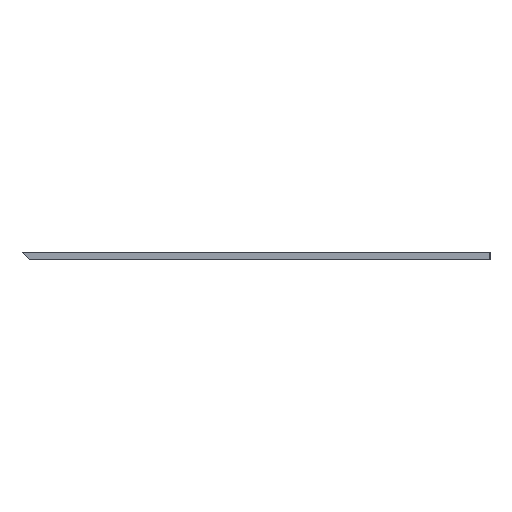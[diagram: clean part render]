
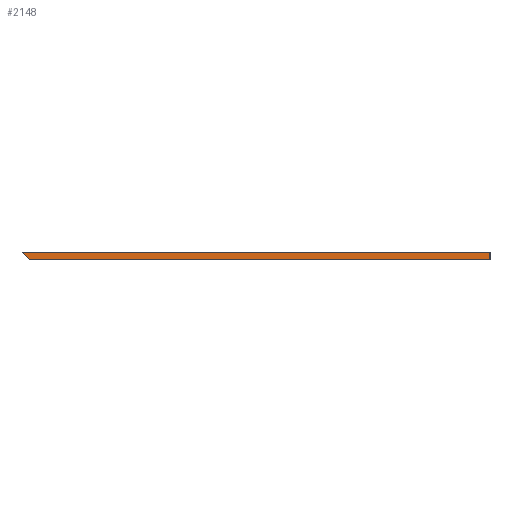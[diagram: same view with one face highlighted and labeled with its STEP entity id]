
A CAD part, left-side view. The second image highlights one B-rep face of the part: STEP entity #2148.
In plain terms, the highlighted planar face has unit normal (-1, 0, 0).
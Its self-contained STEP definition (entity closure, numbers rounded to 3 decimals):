
#245 = DIRECTION ( 'NONE',  ( 0., 0., -1. ) ) ;
#253 = VECTOR ( 'NONE', #1982, 1000. ) ;
#308 = LINE ( 'NONE', #3502, #2914 ) ;
#341 = EDGE_CURVE ( 'NONE', #3122, #5014, #1655, .T. ) ;
#439 = LINE ( 'NONE', #773, #1521 ) ;
#560 = CARTESIAN_POINT ( 'NONE',  ( -79.743, -36.801, -0.4 ) ) ;
#658 = EDGE_CURVE ( 'NONE', #2103, #3122, #439, .T. ) ;
#773 = CARTESIAN_POINT ( 'NONE',  ( -79.743, -36.801, 0.8 ) ) ;
#905 = DIRECTION ( 'NONE',  ( 0., -1., 0. ) ) ;
#1053 = FACE_OUTER_BOUND ( 'NONE', #3216, .T. ) ;
#1100 = CARTESIAN_POINT ( 'NONE',  ( -79.743, 36.001, 0.8 ) ) ;
#1458 = CARTESIAN_POINT ( 'NONE',  ( -79.743, -36.801, 0.8 ) ) ;
#1513 = ORIENTED_EDGE ( 'NONE', *, *, #2592, .T. ) ;
#1521 = VECTOR ( 'NONE', #2358, 1000. ) ;
#1655 = LINE ( 'NONE', #4693, #253 ) ;
#1785 = AXIS2_PLACEMENT_3D ( 'NONE', #3469, #2657, #245 ) ;
#1805 = PLANE ( 'NONE',  #1785 ) ;
#1982 = DIRECTION ( 'NONE',  ( 0., 1., 0. ) ) ;
#2103 = VERTEX_POINT ( 'NONE', #1458 ) ;
#2148 = ADVANCED_FACE ( 'NONE', ( #1053 ), #1805, .F. ) ;
#2358 = DIRECTION ( 'NONE',  ( 0., 0., -1. ) ) ;
#2392 = ORIENTED_EDGE ( 'NONE', *, *, #658, .F. ) ;
#2570 = ORIENTED_EDGE ( 'NONE', *, *, #4435, .F. ) ;
#2592 = EDGE_CURVE ( 'NONE', #3927, #5014, #308, .T. ) ;
#2657 = DIRECTION ( 'NONE',  ( 1., 0., 0. ) ) ;
#2914 = VECTOR ( 'NONE', #3477, 1000. ) ;
#3122 = VERTEX_POINT ( 'NONE', #560 ) ;
#3216 = EDGE_LOOP ( 'NONE', ( #2570, #1513, #3977, #2392 ) ) ;
#3469 = CARTESIAN_POINT ( 'NONE',  ( -79.743, 36.801, 0.8 ) ) ;
#3477 = DIRECTION ( 'NONE',  ( 0., -0.707, -0.707 ) ) ;
#3502 = CARTESIAN_POINT ( 'NONE',  ( -79.743, 34.801, -0.4 ) ) ;
#3927 = VERTEX_POINT ( 'NONE', #1100 ) ;
#3977 = ORIENTED_EDGE ( 'NONE', *, *, #341, .F. ) ;
#4264 = VECTOR ( 'NONE', #905, 1000. ) ;
#4435 = EDGE_CURVE ( 'NONE', #3927, #2103, #4458, .T. ) ;
#4458 = LINE ( 'NONE', #4511, #4264 ) ;
#4511 = CARTESIAN_POINT ( 'NONE',  ( -79.743, 36.801, 0.8 ) ) ;
#4693 = CARTESIAN_POINT ( 'NONE',  ( -79.743, 36.801, -0.4 ) ) ;
#4834 = CARTESIAN_POINT ( 'NONE',  ( -79.743, 34.801, -0.4 ) ) ;
#5014 = VERTEX_POINT ( 'NONE', #4834 ) ;
